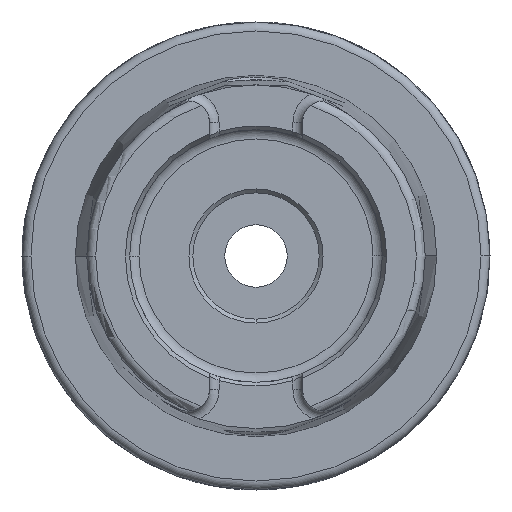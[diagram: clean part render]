
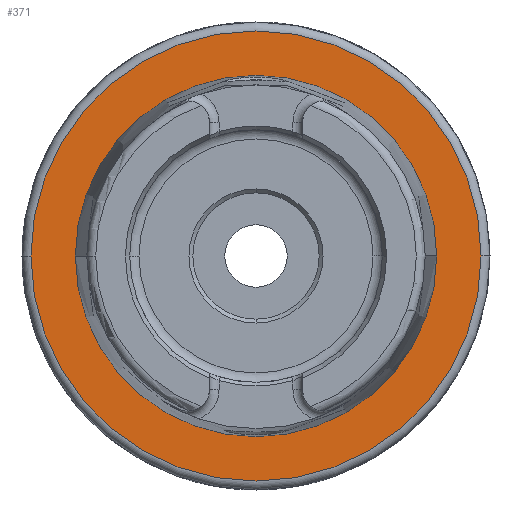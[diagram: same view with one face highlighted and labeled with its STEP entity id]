
A CAD part, left-side view. The second image highlights one B-rep face of the part: STEP entity #371.
In plain terms, the highlighted planar face has unit normal (-1, 0, 0).
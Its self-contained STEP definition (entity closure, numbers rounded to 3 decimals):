
#120 = AXIS2_PLACEMENT_3D ( 'NONE', #2007, #1568, #6149 ) ;
#156 = EDGE_CURVE ( 'NONE', #4570, #5793, #5712, .T. ) ;
#371 = ADVANCED_FACE ( 'NONE', ( #4505, #5999 ), #6444, .T. ) ;
#940 = EDGE_LOOP ( 'NONE', ( #4279, #2107 ) ) ;
#947 = DIRECTION ( 'NONE',  ( 1., 0., 0. ) ) ;
#1164 = AXIS2_PLACEMENT_3D ( 'NONE', #1794, #3860, #1351 ) ;
#1351 = DIRECTION ( 'NONE',  ( 0., -1., 0. ) ) ;
#1568 = DIRECTION ( 'NONE',  ( 1., 0., 0. ) ) ;
#1794 = CARTESIAN_POINT ( 'NONE',  ( 0., 24.321, 0. ) ) ;
#1893 = DIRECTION ( 'NONE',  ( 1., 0., 0. ) ) ;
#1928 = EDGE_LOOP ( 'NONE', ( #2358, #2462 ) ) ;
#2007 = CARTESIAN_POINT ( 'NONE',  ( 0., 0., 0. ) ) ;
#2107 = ORIENTED_EDGE ( 'NONE', *, *, #156, .T. ) ;
#2358 = ORIENTED_EDGE ( 'NONE', *, *, #6673, .F. ) ;
#2403 = DIRECTION ( 'NONE',  ( 0., 1., 0. ) ) ;
#2462 = ORIENTED_EDGE ( 'NONE', *, *, #4438, .F. ) ;
#2529 = CARTESIAN_POINT ( 'NONE',  ( 0., 0., 0. ) ) ;
#2681 = DIRECTION ( 'NONE',  ( 1., 0., 0. ) ) ;
#2744 = DIRECTION ( 'NONE',  ( 0., 1., 0. ) ) ;
#2860 = CARTESIAN_POINT ( 'NONE',  ( 0., -30.3, 0. ) ) ;
#2905 = CARTESIAN_POINT ( 'NONE',  ( 0., 0., 0. ) ) ;
#3033 = CIRCLE ( 'NONE', #120, 30.3 ) ;
#3116 = CIRCLE ( 'NONE', #4976, 30.3 ) ;
#3241 = CARTESIAN_POINT ( 'NONE',  ( 0., 0., 0. ) ) ;
#3412 = EDGE_CURVE ( 'NONE', #5793, #4570, #4687, .T. ) ;
#3525 = AXIS2_PLACEMENT_3D ( 'NONE', #3241, #2681, #2744 ) ;
#3573 = DIRECTION ( 'NONE',  ( 0., 1., 0. ) ) ;
#3860 = DIRECTION ( 'NONE',  ( -1., 0., 0. ) ) ;
#4279 = ORIENTED_EDGE ( 'NONE', *, *, #3412, .T. ) ;
#4438 = EDGE_CURVE ( 'NONE', #5083, #5715, #3033, .T. ) ;
#4505 = FACE_BOUND ( 'NONE', #940, .T. ) ;
#4570 = VERTEX_POINT ( 'NONE', #5309 ) ;
#4687 = CIRCLE ( 'NONE', #5556, 24.321 ) ;
#4976 = AXIS2_PLACEMENT_3D ( 'NONE', #2905, #1893, #2403 ) ;
#5083 = VERTEX_POINT ( 'NONE', #2860 ) ;
#5309 = CARTESIAN_POINT ( 'NONE',  ( 0., -24.321, 0. ) ) ;
#5556 = AXIS2_PLACEMENT_3D ( 'NONE', #2529, #947, #3573 ) ;
#5712 = CIRCLE ( 'NONE', #3525, 24.321 ) ;
#5715 = VERTEX_POINT ( 'NONE', #6344 ) ;
#5793 = VERTEX_POINT ( 'NONE', #5936 ) ;
#5936 = CARTESIAN_POINT ( 'NONE',  ( 0., 24.321, 0. ) ) ;
#5999 = FACE_OUTER_BOUND ( 'NONE', #1928, .T. ) ;
#6149 = DIRECTION ( 'NONE',  ( 0., 1., 0. ) ) ;
#6344 = CARTESIAN_POINT ( 'NONE',  ( 0., 30.3, 0. ) ) ;
#6444 = PLANE ( 'NONE',  #1164 ) ;
#6673 = EDGE_CURVE ( 'NONE', #5715, #5083, #3116, .T. ) ;
